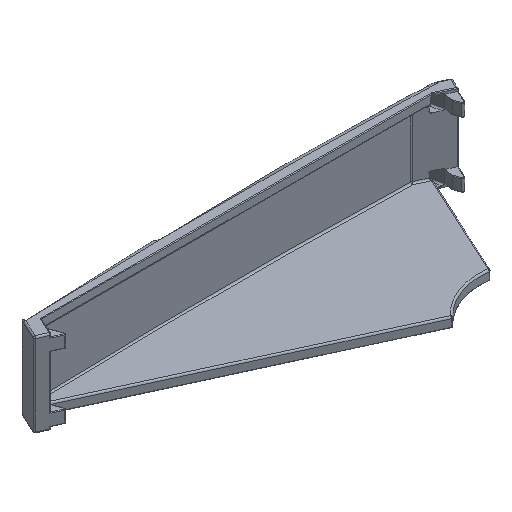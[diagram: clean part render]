
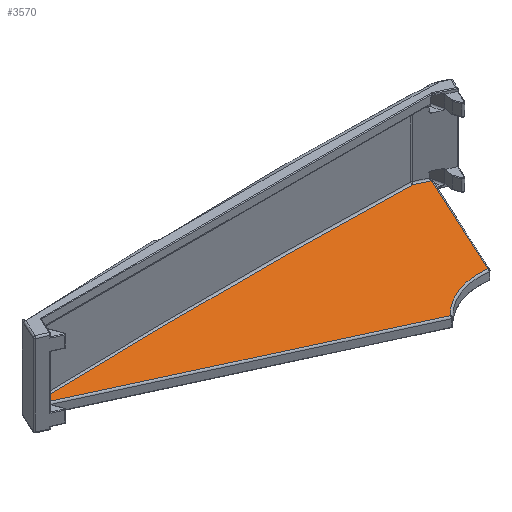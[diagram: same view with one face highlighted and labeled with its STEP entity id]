
A CAD part, isometric view. The second image highlights one B-rep face of the part: STEP entity #3570.
In plain terms, the highlighted planar face has unit normal (0, 0, 1).
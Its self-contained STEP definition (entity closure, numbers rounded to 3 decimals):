
#52 = CARTESIAN_POINT ( 'NONE',  ( -68.219, 1.264, -10.1 ) ) ;
#101 = DIRECTION ( 'NONE',  ( -0.909, 0.418, 0. ) ) ;
#148 = CARTESIAN_POINT ( 'NONE',  ( 51.957, -0.14, -10.1 ) ) ;
#251 = ORIENTED_EDGE ( 'NONE', *, *, #3357, .T. ) ;
#285 = DIRECTION ( 'NONE',  ( 0.909, -0.418, 0. ) ) ;
#309 = AXIS2_PLACEMENT_3D ( 'NONE', #2195, #5645, #2698 ) ;
#361 = CARTESIAN_POINT ( 'NONE',  ( -7.911, -1895., -10.1 ) ) ;
#437 = EDGE_CURVE ( 'NONE', #5650, #3741, #2143, .T. ) ;
#443 = CARTESIAN_POINT ( 'NONE',  ( 47.889, 1.179, -10.1 ) ) ;
#505 = VERTEX_POINT ( 'NONE', #2763 ) ;
#562 = ORIENTED_EDGE ( 'NONE', *, *, #6403, .T. ) ;
#669 = VERTEX_POINT ( 'NONE', #52 ) ;
#677 = LINE ( 'NONE', #3742, #4458 ) ;
#848 = AXIS2_PLACEMENT_3D ( 'NONE', #361, #1848, #5293 ) ;
#930 = DIRECTION ( 'NONE',  ( -1., 0., 0. ) ) ;
#1213 = CARTESIAN_POINT ( 'NONE',  ( -67.78, 1.555, -10.1 ) ) ;
#1274 = EDGE_CURVE ( 'NONE', #4164, #669, #4505, .T. ) ;
#1426 = DIRECTION ( 'NONE',  ( 0., 0., 1. ) ) ;
#1430 = ORIENTED_EDGE ( 'NONE', *, *, #437, .T. ) ;
#1473 = EDGE_CURVE ( 'NONE', #2348, #505, #3596, .T. ) ;
#1484 = CARTESIAN_POINT ( 'NONE',  ( -68.908, -0.236, -10.1 ) ) ;
#1541 = ORIENTED_EDGE ( 'NONE', *, *, #1274, .T. ) ;
#1584 = LINE ( 'NONE', #1484, #5457 ) ;
#1694 = AXIS2_PLACEMENT_3D ( 'NONE', #2140, #5583, #2636 ) ;
#1768 = CIRCLE ( 'NONE', #1694, 1897.5 ) ;
#1822 = PLANE ( 'NONE',  #848 ) ;
#1848 = DIRECTION ( 'NONE',  ( 0., 0., -1. ) ) ;
#1961 = EDGE_CURVE ( 'NONE', #3741, #3924, #3832, .T. ) ;
#2061 = FACE_OUTER_BOUND ( 'NONE', #5893, .T. ) ;
#2140 = CARTESIAN_POINT ( 'NONE',  ( -7.911, -1895., -10.1 ) ) ;
#2143 = CIRCLE ( 'NONE', #309, 21.75 ) ;
#2195 = CARTESIAN_POINT ( 'NONE',  ( 34.5, -54.3, -10.1 ) ) ;
#2348 = VERTEX_POINT ( 'NONE', #6162 ) ;
#2395 = CARTESIAN_POINT ( 'NONE',  ( -68.574, 0.491, -10.1 ) ) ;
#2636 = DIRECTION ( 'NONE',  ( -1., 0., 0. ) ) ;
#2667 = VERTEX_POINT ( 'NONE', #2395 ) ;
#2698 = DIRECTION ( 'NONE',  ( -1., 0., 0. ) ) ;
#2763 = CARTESIAN_POINT ( 'NONE',  ( 47.904, 1.679, -10.1 ) ) ;
#2819 = EDGE_CURVE ( 'NONE', #669, #2667, #1584, .T. ) ;
#2882 = DIRECTION ( 'NONE',  ( 0.418, 0.909, 0. ) ) ;
#3011 = DIRECTION ( 'NONE',  ( -0.418, -0.909, 0. ) ) ;
#3195 = AXIS2_PLACEMENT_3D ( 'NONE', #443, #3888, #930 ) ;
#3249 = CARTESIAN_POINT ( 'NONE',  ( 18.533, -39.531, -10.1 ) ) ;
#3270 = VECTOR ( 'NONE', #101, 1000. ) ;
#3357 = EDGE_CURVE ( 'NONE', #2667, #5650, #677, .T. ) ;
#3570 = ADVANCED_FACE ( 'NONE', ( #2061 ), #1822, .F. ) ;
#3596 = CIRCLE ( 'NONE', #3195, 0.5 ) ;
#3741 = VERTEX_POINT ( 'NONE', #4474 ) ;
#3742 = CARTESIAN_POINT ( 'NONE',  ( 18.533, -39.531, -10.1 ) ) ;
#3786 = AXIS2_PLACEMENT_3D ( 'NONE', #4405, #1426, #4886 ) ;
#3832 = LINE ( 'NONE', #5808, #4985 ) ;
#3888 = DIRECTION ( 'NONE',  ( 0., 0., 1. ) ) ;
#3924 = VERTEX_POINT ( 'NONE', #148 ) ;
#3969 = ORIENTED_EDGE ( 'NONE', *, *, #2819, .T. ) ;
#4164 = VERTEX_POINT ( 'NONE', #1213 ) ;
#4405 = CARTESIAN_POINT ( 'NONE',  ( -67.765, 1.056, -10.1 ) ) ;
#4458 = VECTOR ( 'NONE', #285, 1000. ) ;
#4474 = CARTESIAN_POINT ( 'NONE',  ( 36.997, -32.694, -10.1 ) ) ;
#4505 = CIRCLE ( 'NONE', #3786, 0.5 ) ;
#4507 = ORIENTED_EDGE ( 'NONE', *, *, #1473, .T. ) ;
#4552 = LINE ( 'NONE', #6016, #3270 ) ;
#4848 = ORIENTED_EDGE ( 'NONE', *, *, #6376, .T. ) ;
#4886 = DIRECTION ( 'NONE',  ( -1., 0., 0. ) ) ;
#4985 = VECTOR ( 'NONE', #2882, 1000. ) ;
#5293 = DIRECTION ( 'NONE',  ( -1., 0., 0. ) ) ;
#5457 = VECTOR ( 'NONE', #3011, 1000. ) ;
#5583 = DIRECTION ( 'NONE',  ( 0., 0., 1. ) ) ;
#5645 = DIRECTION ( 'NONE',  ( 0., 0., -1. ) ) ;
#5650 = VERTEX_POINT ( 'NONE', #3249 ) ;
#5808 = CARTESIAN_POINT ( 'NONE',  ( 51.957, -0.14, -10.1 ) ) ;
#5893 = EDGE_LOOP ( 'NONE', ( #1430, #6297, #4848, #4507, #562, #1541, #3969, #251 ) ) ;
#6016 = CARTESIAN_POINT ( 'NONE',  ( 48.098, 1.633, -10.1 ) ) ;
#6162 = CARTESIAN_POINT ( 'NONE',  ( 48.098, 1.633, -10.1 ) ) ;
#6297 = ORIENTED_EDGE ( 'NONE', *, *, #1961, .T. ) ;
#6376 = EDGE_CURVE ( 'NONE', #3924, #2348, #4552, .T. ) ;
#6403 = EDGE_CURVE ( 'NONE', #505, #4164, #1768, .T. ) ;
